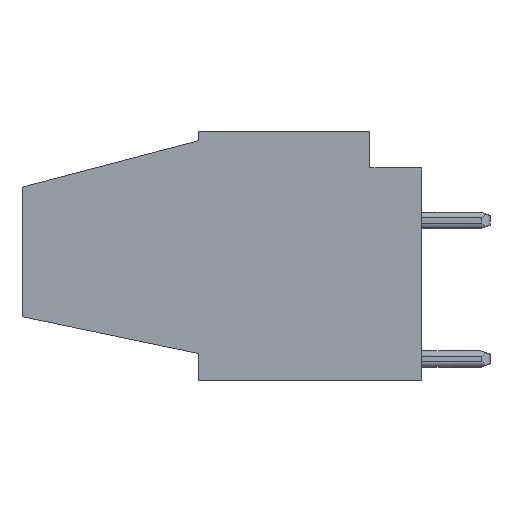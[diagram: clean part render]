
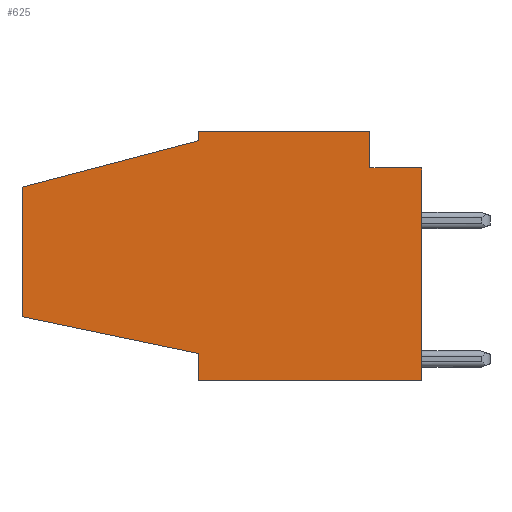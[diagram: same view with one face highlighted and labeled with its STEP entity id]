
A CAD part, left-side view. The second image highlights one B-rep face of the part: STEP entity #625.
In plain terms, the highlighted planar face has unit normal (-1, 0, 0).
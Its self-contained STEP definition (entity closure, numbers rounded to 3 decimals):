
#625 = ADVANCED_FACE( '', ( #1283 ), #1284, .F. );
#1283 = FACE_OUTER_BOUND( '', #1997, .T. );
#1284 = PLANE( '', #1998 );
#1997 = EDGE_LOOP( '', ( #3657, #3658, #3659, #3660, #3661, #3662, #3663, #3664, #3665, #3666 ) );
#1998 = AXIS2_PLACEMENT_3D( '', #3667, #3668, #3669 );
#3657 = ORIENTED_EDGE( '', *, *, #5149, .F. );
#3658 = ORIENTED_EDGE( '', *, *, #5246, .F. );
#3659 = ORIENTED_EDGE( '', *, *, #5243, .T. );
#3660 = ORIENTED_EDGE( '', *, *, #5017, .T. );
#3661 = ORIENTED_EDGE( '', *, *, #5247, .T. );
#3662 = ORIENTED_EDGE( '', *, *, #4617, .T. );
#3663 = ORIENTED_EDGE( '', *, *, #4622, .F. );
#3664 = ORIENTED_EDGE( '', *, *, #4856, .T. );
#3665 = ORIENTED_EDGE( '', *, *, #5037, .F. );
#3666 = ORIENTED_EDGE( '', *, *, #5224, .F. );
#3667 = CARTESIAN_POINT( '', ( 0., 51.003, -17.43 ) );
#3668 = DIRECTION( '', ( 1., 0., 0. ) );
#3669 = DIRECTION( '', ( 0., -1., 0. ) );
#4617 = EDGE_CURVE( '', #5590, #5588, #5591, .T. );
#4622 = EDGE_CURVE( '', #5596, #5588, #5598, .T. );
#4856 = EDGE_CURVE( '', #5596, #5992, #5994, .T. );
#5017 = EDGE_CURVE( '', #6248, #6249, #6250, .T. );
#5037 = EDGE_CURVE( '', #6277, #5992, #6279, .T. );
#5149 = EDGE_CURVE( '', #6440, #6442, #6443, .T. );
#5224 = EDGE_CURVE( '', #6442, #6277, #6541, .T. );
#5243 = EDGE_CURVE( '', #6561, #6248, #6562, .T. );
#5246 = EDGE_CURVE( '', #6561, #6440, #6565, .T. );
#5247 = EDGE_CURVE( '', #6249, #5590, #6566, .T. );
#5588 = VERTEX_POINT( '', #6994 );
#5590 = VERTEX_POINT( '', #6997 );
#5591 = LINE( '', #6998, #6999 );
#5596 = VERTEX_POINT( '', #7006 );
#5598 = LINE( '', #7009, #7010 );
#5992 = VERTEX_POINT( '', #7688 );
#5994 = LINE( '', #7691, #7692 );
#6248 = VERTEX_POINT( '', #8106 );
#6249 = VERTEX_POINT( '', #8107 );
#6250 = LINE( '', #8108, #8109 );
#6277 = VERTEX_POINT( '', #8149 );
#6279 = LINE( '', #8152, #8153 );
#6440 = VERTEX_POINT( '', #8424 );
#6442 = VERTEX_POINT( '', #8427 );
#6443 = LINE( '', #8428, #8429 );
#6541 = LINE( '', #8600, #8601 );
#6561 = VERTEX_POINT( '', #8632 );
#6562 = LINE( '', #8633, #8634 );
#6565 = LINE( '', #8638, #8639 );
#6566 = LINE( '', #8640, #8641 );
#6994 = CARTESIAN_POINT( '', ( 0., 16.4, -13.6 ) );
#6997 = CARTESIAN_POINT( '', ( 0., 29.3, -10.9 ) );
#6998 = CARTESIAN_POINT( '', ( 0., 7.836, -15.393 ) );
#6999 = VECTOR( '', #9033, 1000. );
#7006 = CARTESIAN_POINT( '', ( 0., 16.4, -15.6 ) );
#7009 = CARTESIAN_POINT( '', ( 0., 16.4, -9.056 ) );
#7010 = VECTOR( '', #9037, 1000. );
#7688 = CARTESIAN_POINT( '', ( 0., 0., -15.6 ) );
#7691 = CARTESIAN_POINT( '', ( 0., 7.836, -15.6 ) );
#7692 = VECTOR( '', #9269, 1000. );
#8106 = CARTESIAN_POINT( '', ( 0., 16.4, 2. ) );
#8107 = CARTESIAN_POINT( '', ( 0., 29.3, -1.4 ) );
#8108 = CARTESIAN_POINT( '', ( 0., 7.836, 4.257 ) );
#8109 = VECTOR( '', #9424, 1000. );
#8149 = CARTESIAN_POINT( '', ( 0., 0., 0. ) );
#8152 = CARTESIAN_POINT( '', ( 0., 0., -9.056 ) );
#8153 = VECTOR( '', #9445, 1000. );
#8424 = CARTESIAN_POINT( '', ( 0., 3.8, 2.7 ) );
#8427 = CARTESIAN_POINT( '', ( 0., 3.8, 0. ) );
#8428 = CARTESIAN_POINT( '', ( 0., 3.8, -9.056 ) );
#8429 = VECTOR( '', #9557, 1000. );
#8600 = CARTESIAN_POINT( '', ( 0., 7.836, 0. ) );
#8601 = VECTOR( '', #9616, 1000. );
#8632 = CARTESIAN_POINT( '', ( 0., 16.4, 2.7 ) );
#8633 = CARTESIAN_POINT( '', ( 0., 16.4, -9.056 ) );
#8634 = VECTOR( '', #9628, 1000. );
#8638 = CARTESIAN_POINT( '', ( 0., 7.836, 2.7 ) );
#8639 = VECTOR( '', #9630, 1000. );
#8640 = CARTESIAN_POINT( '', ( 0., 29.3, -9.056 ) );
#8641 = VECTOR( '', #9631, 1000. );
#9033 = DIRECTION( '', ( 0., -0.979, -0.205 ) );
#9037 = DIRECTION( '', ( 0., 0., 1. ) );
#9269 = DIRECTION( '', ( 0., -1., 0. ) );
#9424 = DIRECTION( '', ( 0., 0.967, -0.255 ) );
#9445 = DIRECTION( '', ( 0., 0., -1. ) );
#9557 = DIRECTION( '', ( 0., 0., -1. ) );
#9616 = DIRECTION( '', ( 0., -1., 0. ) );
#9628 = DIRECTION( '', ( 0., 0., -1. ) );
#9630 = DIRECTION( '', ( 0., -1., 0. ) );
#9631 = DIRECTION( '', ( 0., 0., -1. ) );
